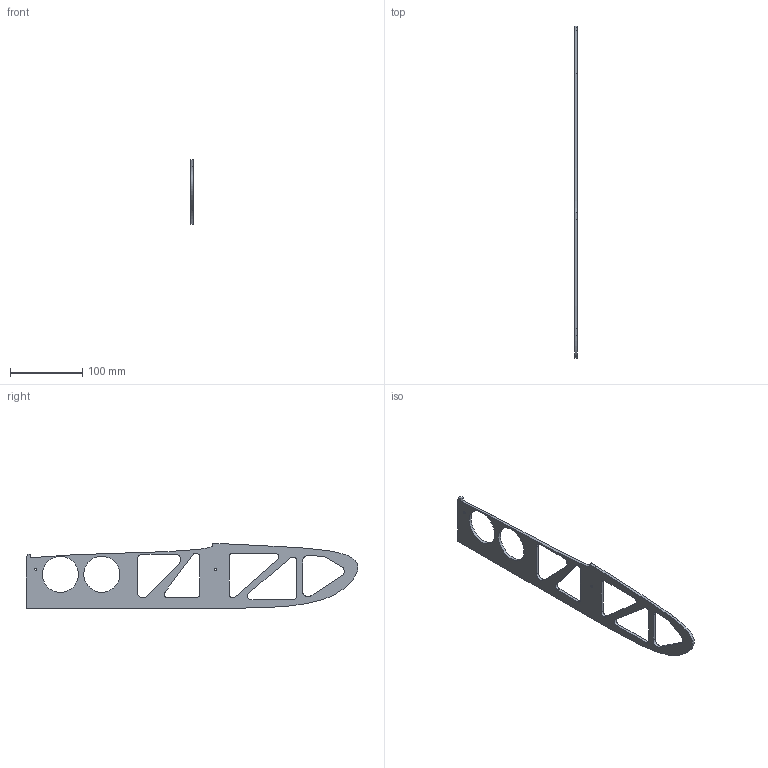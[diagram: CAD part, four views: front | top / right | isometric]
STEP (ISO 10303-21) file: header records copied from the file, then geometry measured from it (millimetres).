
FILE_DESCRIPTION(/* description */ ('Part 1 (2)'),/* implementation_level */ '2;1');
FILE_NAME(/* name */ 'fuselage-left.step',/* time_stamp */ '2026-01-05T21:57:13+05:30',/* author */ (''),/* organization */ (''),/* preprocessor_version */ 'ST-DEVELOPER v20.1',/* originating_system */ 'Autodesk Translation Framework v14.21.0.0',/* authorisation */ '');
FILE_SCHEMA (('AUTOMOTIVE_DESIGN { 1 0 10303 214 3 1 1 }'));
Length unit declared in the file: metre
Products named in the file (1): Part 1 (2)
Bounding box: 4 x 460.27 x 90 mm (x, y, z)
Volume: 78572.9 mm3; surface area: 48830.6 mm2
Topology: 1 solids, 1 shells, 52 faces, 150 edges, 100 vertices
Faces by surface type: plane 25, cylinder 20, bspline 7
Full cylindrical faces by diameter (mm): 3 x1, 3.1 x1, 50 x2
Entity records: 2020 total; most frequent: CARTESIAN_POINT 582, ORIENTED_EDGE 300, DIRECTION 268, EDGE_CURVE 150, VERTEX_POINT 100, LINE 96, VECTOR 96, AXIS2_PLACEMENT_3D 86
